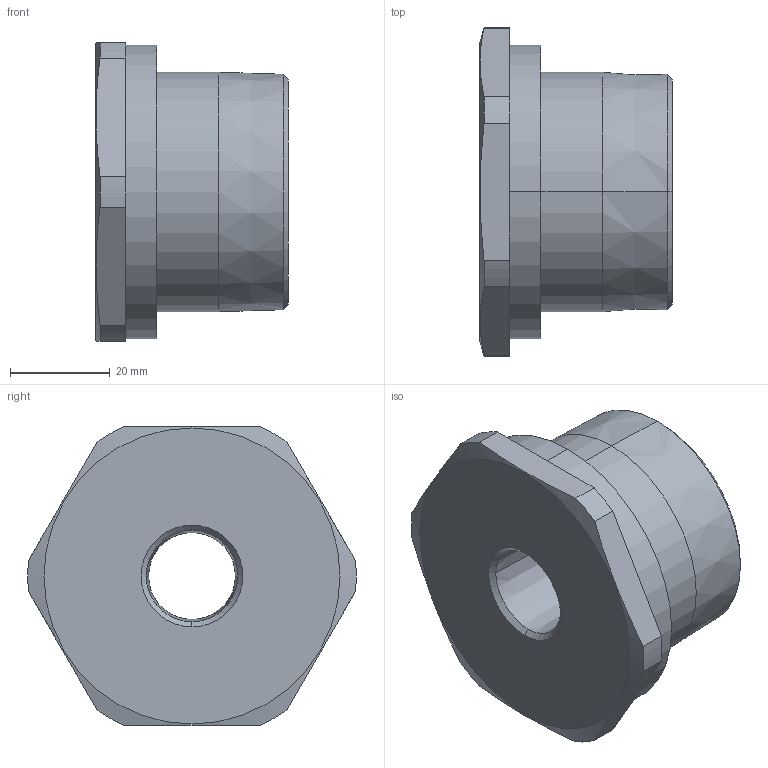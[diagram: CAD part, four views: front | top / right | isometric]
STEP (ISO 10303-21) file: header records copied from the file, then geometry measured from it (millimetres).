
FILE_DESCRIPTION (( 'STEP AP203' ), '1' );
FILE_NAME ('737 Reducer - 737DRT5T1.STEP', '2016-10-31T11:36:51', ( '' ), ( '' ), 'SwSTEP 2.0', 'SolidWorks 2014', '' );
FILE_SCHEMA (( 'CONFIG_CONTROL_DESIGN' ));
Length unit declared in the file: millimetre
Products named in the file (1): 737 Reducer - 737DRT5T1
Bounding box: 38.7 x 65.97 x 60 mm (x, y, z)
Volume: 72843.8 mm3; surface area: 14523.2 mm2
Topology: 1 solids, 1 shells, 46 faces, 106 edges, 66 vertices
Faces by surface type: cone 14, cylinder 14, plane 12, torus 6
Entity records: 1433 total; most frequent: CARTESIAN_POINT 271, DIRECTION 250, ORIENTED_EDGE 212, EDGE_CURVE 106, AXIS2_PLACEMENT_3D 105, VERTEX_POINT 66, CIRCLE 58, EDGE_LOOP 52
